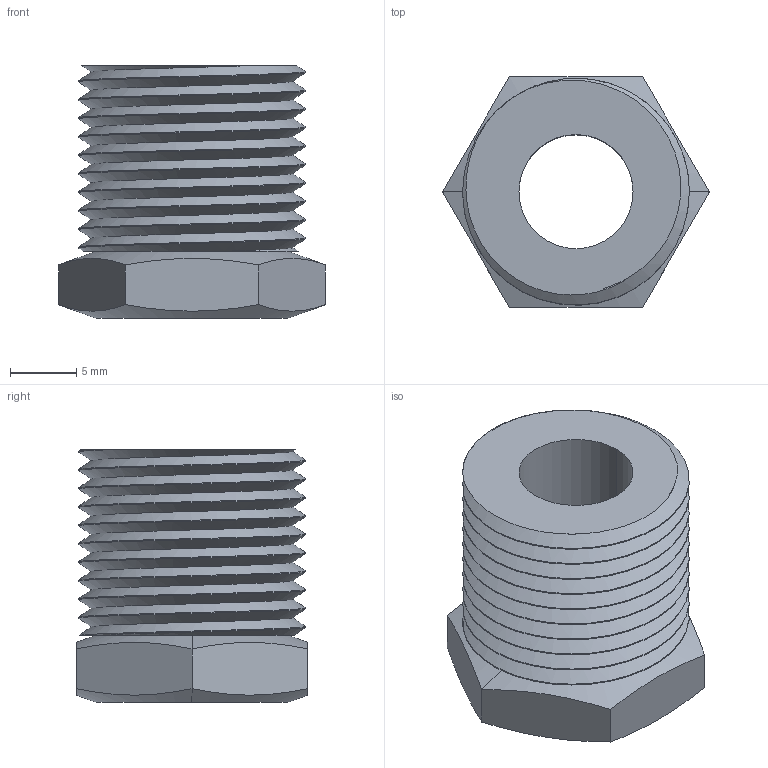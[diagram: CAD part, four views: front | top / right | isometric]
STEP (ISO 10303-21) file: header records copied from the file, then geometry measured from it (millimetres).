
FILE_DESCRIPTION (( 'STEP AP203' ), '1' );
FILE_NAME ('BFHB-38N-18N.step', '2016-02-15T20:05:13', ( '' ), ( '' ), 'SwSTEP 2.0', 'SolidWorks 2015', '' );
FILE_SCHEMA (( 'CONFIG_CONTROL_DESIGN' ));
Length unit declared in the file: inch
Products named in the file (1): BFHB-38N-18N
Bounding box: 20.16 x 17.46 x 19.11 mm (x, y, z)
Volume: 3060.9 mm3; surface area: 2478.1 mm2
Topology: 1 solids, 1 shells, 39 faces, 104 edges, 68 vertices
Faces by surface type: cylinder 23, plane 10, cone 4, bspline 2
Entity records: 2638 total; most frequent: CARTESIAN_POINT 1740, ORIENTED_EDGE 208, DIRECTION 131, EDGE_CURVE 104, VERTEX_POINT 68, AXIS2_PLACEMENT_3D 48, EDGE_LOOP 42, FACE_OUTER_BOUND 39
